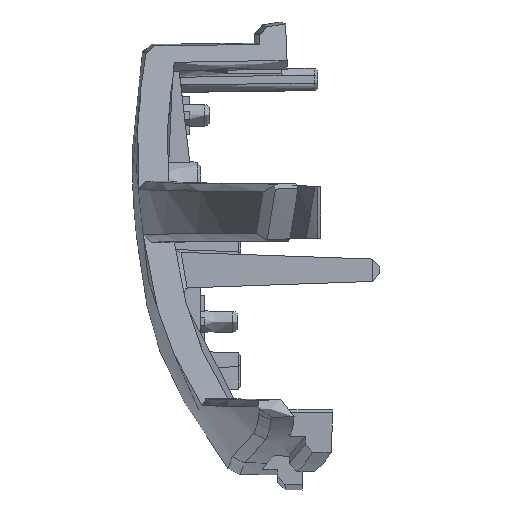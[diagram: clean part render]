
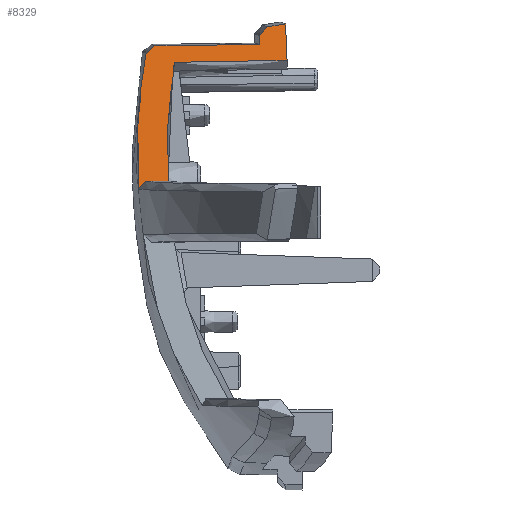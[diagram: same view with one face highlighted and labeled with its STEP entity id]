
A CAD part, left-side view. The second image highlights one B-rep face of the part: STEP entity #8329.
In plain terms, the highlighted planar face has unit normal (-0.985, 0.009, 0.174).
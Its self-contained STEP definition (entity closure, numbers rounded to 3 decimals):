
#356=PLANE('',#8780);
#814=LINE('',#24118,#1235);
#1235=VECTOR('',#10055,10.);
#1736=FACE_OUTER_BOUND('',#2216,.T.);
#2216=EDGE_LOOP('',(#7654,#7655,#7656,#7657,#7658,#7659,#7660,#7661,#7662,
#7663,#7664));
#2375=B_SPLINE_CURVE_WITH_KNOTS('',3,(#11181,#11182,#11183,#11184,#11185,
#11186,#11187,#11188,#11189,#11190,#11191,#11192,#11193),.UNSPECIFIED.,
 .F.,.F.,(4,3,3,3,4),(-22.388,-22.29,-21.77,
-21.294,-21.188),.UNSPECIFIED.);
#2914=B_SPLINE_CURVE_WITH_KNOTS('',3,(#21451,#21452,#21453,#21454,#21455,
#21456,#21457),.UNSPECIFIED.,.F.,.F.,(4,3,4),(-0.932,-0.88,
-0.862),.UNSPECIFIED.);
#2920=B_SPLINE_CURVE_WITH_KNOTS('',3,(#21645,#21646,#21647,#21648,#21649,
#21650,#21651,#21652,#21653,#21654),.UNSPECIFIED.,.F.,.F.,(4,3,3,4),(-1.145,
-1.036,-0.458,-0.198),.UNSPECIFIED.);
#2923=B_SPLINE_CURVE_WITH_KNOTS('',3,(#21740,#21741,#21742,#21743),
 .UNSPECIFIED.,.F.,.F.,(4,4),(-0.093,-0.016),
 .UNSPECIFIED.);
#2926=B_SPLINE_CURVE_WITH_KNOTS('',3,(#21798,#21799,#21800,#21801),
 .UNSPECIFIED.,.F.,.F.,(4,4),(-0.701,-0.002),
 .UNSPECIFIED.);
#2929=B_SPLINE_CURVE_WITH_KNOTS('',3,(#21848,#21849,#21850,#21851),
 .UNSPECIFIED.,.F.,.F.,(4,4),(1.632,1.694),
 .UNSPECIFIED.);
#2932=B_SPLINE_CURVE_WITH_KNOTS('',3,(#21971,#21972,#21973,#21974,#21975,
#21976),.UNSPECIFIED.,.F.,.F.,(4,2,4),(0.,0.039,0.078),
 .UNSPECIFIED.);
#2935=B_SPLINE_CURVE_WITH_KNOTS('',3,(#22039,#22040,#22041,#22042),
 .UNSPECIFIED.,.F.,.F.,(4,4),(-0.128,-0.007),
 .UNSPECIFIED.);
#2940=B_SPLINE_CURVE_WITH_KNOTS('',3,(#22127,#22128,#22129,#22130),
 .UNSPECIFIED.,.F.,.F.,(4,4),(-35.76,-35.374),
 .UNSPECIFIED.);
#2997=B_SPLINE_CURVE_WITH_KNOTS('',3,(#24120,#24121,#24122,#24123),
 .UNSPECIFIED.,.F.,.F.,(4,4),(-0.785,-0.034),
 .UNSPECIFIED.);
#3069=VERTEX_POINT('',#11139);
#3070=VERTEX_POINT('',#11180);
#3815=VERTEX_POINT('',#21449);
#3816=VERTEX_POINT('',#21450);
#3818=VERTEX_POINT('',#21644);
#3819=VERTEX_POINT('',#21733);
#3822=VERTEX_POINT('',#21797);
#3824=VERTEX_POINT('',#21847);
#3826=VERTEX_POINT('',#21970);
#3828=VERTEX_POINT('',#22038);
#3832=VERTEX_POINT('',#22126);
#3927=EDGE_CURVE('',#3070,#3069,#2375,.T.);
#4954=EDGE_CURVE('',#3815,#3816,#2914,.T.);
#4960=EDGE_CURVE('',#3815,#3818,#2920,.T.);
#4963=EDGE_CURVE('',#3818,#3819,#2923,.T.);
#4966=EDGE_CURVE('',#3822,#3819,#2926,.F.);
#4969=EDGE_CURVE('',#3822,#3824,#2929,.F.);
#4972=EDGE_CURVE('',#3826,#3824,#2932,.T.);
#4975=EDGE_CURVE('',#3826,#3828,#2935,.T.);
#4981=EDGE_CURVE('',#3828,#3832,#2940,.F.);
#5116=EDGE_CURVE('',#3070,#3816,#814,.F.);
#5117=EDGE_CURVE('',#3832,#3069,#2997,.T.);
#7654=ORIENTED_EDGE('',*,*,#5117,.F.);
#7655=ORIENTED_EDGE('',*,*,#4981,.F.);
#7656=ORIENTED_EDGE('',*,*,#4975,.F.);
#7657=ORIENTED_EDGE('',*,*,#4972,.T.);
#7658=ORIENTED_EDGE('',*,*,#4969,.F.);
#7659=ORIENTED_EDGE('',*,*,#4966,.T.);
#7660=ORIENTED_EDGE('',*,*,#4963,.F.);
#7661=ORIENTED_EDGE('',*,*,#4960,.F.);
#7662=ORIENTED_EDGE('',*,*,#4954,.T.);
#7663=ORIENTED_EDGE('',*,*,#5116,.F.);
#7664=ORIENTED_EDGE('',*,*,#3927,.T.);
#8329=ADVANCED_FACE('',(#1736),#356,.F.);
#8780=AXIS2_PLACEMENT_3D('',#24119,#10056,#10057);
#10055=DIRECTION('',(-0.007,-1.,0.009));
#10056=DIRECTION('center_axis',(0.985,-0.009,
-0.174));
#10057=DIRECTION('ref_axis',(0.174,0.,0.985));
#11139=CARTESIAN_POINT('',(-23.477,26.765,9.878));
#11180=CARTESIAN_POINT('',(-24.871,27.183,1.952));
#11181=CARTESIAN_POINT('Ctrl Pts',(-24.871,27.183,1.952));
#11182=CARTESIAN_POINT('Ctrl Pts',(-24.836,27.193,2.15));
#11183=CARTESIAN_POINT('Ctrl Pts',(-24.802,27.202,2.346));
#11184=CARTESIAN_POINT('Ctrl Pts',(-24.767,27.21,2.541));
#11185=CARTESIAN_POINT('Ctrl Pts',(-24.583,27.251,3.584));
#11186=CARTESIAN_POINT('Ctrl Pts',(-24.405,27.26,4.592));
#11187=CARTESIAN_POINT('Ctrl Pts',(-24.207,27.208,5.719));
#11188=CARTESIAN_POINT('Ctrl Pts',(-24.026,27.162,6.749));
#11189=CARTESIAN_POINT('Ctrl Pts',(-23.832,27.064,7.853));
#11190=CARTESIAN_POINT('Ctrl Pts',(-23.62,26.89,9.066));
#11191=CARTESIAN_POINT('Ctrl Pts',(-23.572,26.852,9.336));
#11192=CARTESIAN_POINT('Ctrl Pts',(-23.525,26.81,9.608));
#11193=CARTESIAN_POINT('Ctrl Pts',(-23.477,26.765,9.878));
#21449=CARTESIAN_POINT('',(-24.945,29.154,1.434));
#21450=CARTESIAN_POINT('',(-24.861,28.682,1.939));
#21451=CARTESIAN_POINT('Ctrl Pts',(-24.945,29.154,1.434));
#21452=CARTESIAN_POINT('Ctrl Pts',(-24.924,29.036,1.56));
#21453=CARTESIAN_POINT('Ctrl Pts',(-24.903,28.919,1.686));
#21454=CARTESIAN_POINT('Ctrl Pts',(-24.882,28.801,1.812));
#21455=CARTESIAN_POINT('Ctrl Pts',(-24.875,28.761,1.854));
#21456=CARTESIAN_POINT('Ctrl Pts',(-24.868,28.722,1.896));
#21457=CARTESIAN_POINT('Ctrl Pts',(-24.861,28.682,1.939));
#21644=CARTESIAN_POINT('',(-23.355,28.662,10.479));
#21645=CARTESIAN_POINT('Ctrl Pts',(-24.945,29.154,1.434));
#21646=CARTESIAN_POINT('Ctrl Pts',(-24.88,29.177,1.805));
#21647=CARTESIAN_POINT('Ctrl Pts',(-24.814,29.196,2.174));
#21648=CARTESIAN_POINT('Ctrl Pts',(-24.75,29.211,2.541));
#21649=CARTESIAN_POINT('Ctrl Pts',(-24.407,29.288,4.48));
#21650=CARTESIAN_POINT('Ctrl Pts',(-24.086,29.224,6.304));
#21651=CARTESIAN_POINT('Ctrl Pts',(-23.775,29.018,8.08));
#21652=CARTESIAN_POINT('Ctrl Pts',(-23.635,28.926,8.878));
#21653=CARTESIAN_POINT('Ctrl Pts',(-23.496,28.807,9.673));
#21654=CARTESIAN_POINT('Ctrl Pts',(-23.355,28.662,10.479));
#21733=CARTESIAN_POINT('',(-23.272,28.07,10.978));
#21740=CARTESIAN_POINT('Ctrl Pts',(-23.355,28.662,10.479));
#21741=CARTESIAN_POINT('Ctrl Pts',(-23.327,28.465,10.645));
#21742=CARTESIAN_POINT('Ctrl Pts',(-23.3,28.268,10.811));
#21743=CARTESIAN_POINT('Ctrl Pts',(-23.272,28.07,10.978));
#21797=CARTESIAN_POINT('',(-23.318,21.084,11.068));
#21798=CARTESIAN_POINT('Ctrl Pts',(-23.272,28.07,10.978));
#21799=CARTESIAN_POINT('Ctrl Pts',(-23.287,25.741,11.008));
#21800=CARTESIAN_POINT('Ctrl Pts',(-23.303,23.413,11.038));
#21801=CARTESIAN_POINT('Ctrl Pts',(-23.318,21.084,11.068));
#21847=CARTESIAN_POINT('',(-23.211,21.066,11.674));
#21848=CARTESIAN_POINT('Ctrl Pts',(-23.211,21.066,11.674));
#21849=CARTESIAN_POINT('Ctrl Pts',(-23.247,21.072,11.472));
#21850=CARTESIAN_POINT('Ctrl Pts',(-23.282,21.078,11.27));
#21851=CARTESIAN_POINT('Ctrl Pts',(-23.318,21.084,11.068));
#21970=CARTESIAN_POINT('',(-23.114,20.558,12.253));
#21971=CARTESIAN_POINT('Ctrl Pts',(-23.114,20.558,12.253));
#21972=CARTESIAN_POINT('Ctrl Pts',(-23.13,20.643,12.156));
#21973=CARTESIAN_POINT('Ctrl Pts',(-23.146,20.727,12.06));
#21974=CARTESIAN_POINT('Ctrl Pts',(-23.179,20.897,11.867));
#21975=CARTESIAN_POINT('Ctrl Pts',(-23.195,20.981,11.771));
#21976=CARTESIAN_POINT('Ctrl Pts',(-23.211,21.066,11.674));
#22038=CARTESIAN_POINT('',(-23.093,19.362,12.431));
#22039=CARTESIAN_POINT('Ctrl Pts',(-23.114,20.558,12.253));
#22040=CARTESIAN_POINT('Ctrl Pts',(-23.106,20.159,12.315));
#22041=CARTESIAN_POINT('Ctrl Pts',(-23.099,19.76,12.374));
#22042=CARTESIAN_POINT('Ctrl Pts',(-23.093,19.362,12.431));
#22126=CARTESIAN_POINT('',(-23.521,19.262,10.009));
#22127=CARTESIAN_POINT('Ctrl Pts',(-23.521,19.262,10.009));
#22128=CARTESIAN_POINT('Ctrl Pts',(-23.378,19.295,10.819));
#22129=CARTESIAN_POINT('Ctrl Pts',(-23.235,19.329,11.626));
#22130=CARTESIAN_POINT('Ctrl Pts',(-23.093,19.362,12.431));
#24118=CARTESIAN_POINT('',(-24.851,29.953,1.927));
#24119=CARTESIAN_POINT('Origin',(-28.09,30.002,-16.443));
#24120=CARTESIAN_POINT('Ctrl Pts',(-23.521,19.262,10.009));
#24121=CARTESIAN_POINT('Ctrl Pts',(-23.506,21.763,9.965));
#24122=CARTESIAN_POINT('Ctrl Pts',(-23.492,24.264,9.922));
#24123=CARTESIAN_POINT('Ctrl Pts',(-23.477,26.765,9.878));
